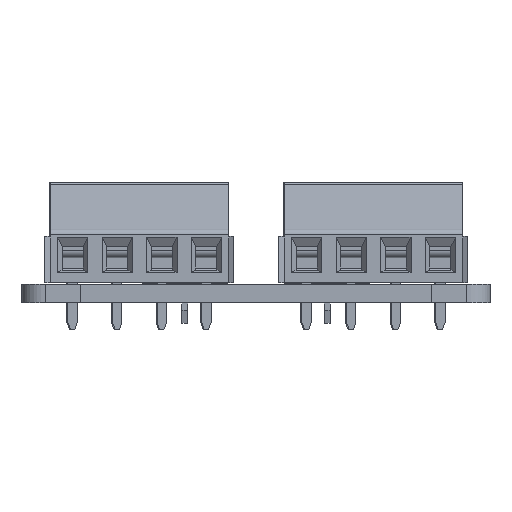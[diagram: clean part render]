
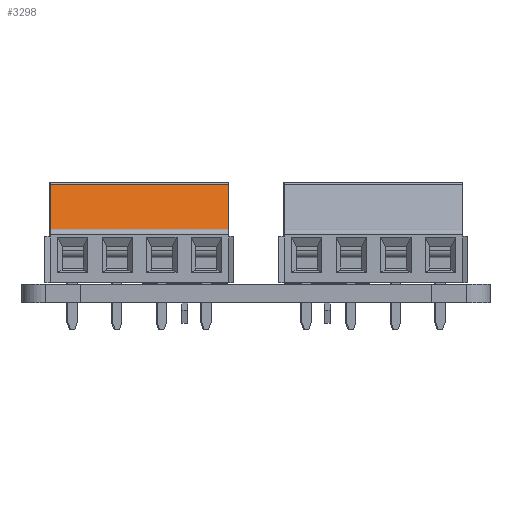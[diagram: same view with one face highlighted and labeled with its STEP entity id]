
A CAD part, front view. The second image highlights one B-rep face of the part: STEP entity #3298.
In plain terms, the highlighted planar face has unit normal (0, -0.97, 0.242).
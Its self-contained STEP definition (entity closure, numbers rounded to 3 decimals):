
#2457 = VERTEX_POINT('',#2458);
#2458 = CARTESIAN_POINT('',(-13.335,-3.2,4.65));
#2465 = EDGE_CURVE('',#2466,#2457,#2468,.T.);
#2466 = VERTEX_POINT('',#2467);
#2467 = CARTESIAN_POINT('',(-13.335,-2.238,8.499));
#2468 = LINE('',#2469,#2470);
#2469 = CARTESIAN_POINT('',(-13.335,-2.2,8.65));
#2470 = VECTOR('',#2471,1.);
#2471 = DIRECTION('',(0.,-0.243,-0.97));
#2960 = VERTEX_POINT('',#2961);
#2961 = CARTESIAN_POINT('',(1.905,-2.238,8.499));
#2968 = EDGE_CURVE('',#2960,#2969,#2971,.T.);
#2969 = VERTEX_POINT('',#2970);
#2970 = CARTESIAN_POINT('',(1.905,-3.2,4.65));
#2971 = LINE('',#2972,#2973);
#2972 = CARTESIAN_POINT('',(1.905,-2.2,8.65));
#2973 = VECTOR('',#2974,1.);
#2974 = DIRECTION('',(0.,-0.243,-0.97));
#3298 = ADVANCED_FACE('',(#3299),#3315,.F.);
#3299 = FACE_BOUND('',#3300,.T.);
#3300 = EDGE_LOOP('',(#3301,#3302,#3308,#3309));
#3301 = ORIENTED_EDGE('',*,*,#2968,.F.);
#3302 = ORIENTED_EDGE('',*,*,#3303,.T.);
#3303 = EDGE_CURVE('',#2960,#2466,#3304,.T.);
#3304 = LINE('',#3305,#3306);
#3305 = CARTESIAN_POINT('',(-13.335,-2.238,8.499));
#3306 = VECTOR('',#3307,1.);
#3307 = DIRECTION('',(-1.,0.,0.));
#3308 = ORIENTED_EDGE('',*,*,#2465,.T.);
#3309 = ORIENTED_EDGE('',*,*,#3310,.F.);
#3310 = EDGE_CURVE('',#2969,#2457,#3311,.T.);
#3311 = LINE('',#3312,#3313);
#3312 = CARTESIAN_POINT('',(1.905,-3.2,4.65));
#3313 = VECTOR('',#3314,1.);
#3314 = DIRECTION('',(-1.,0.,-0.));
#3315 = PLANE('',#3316);
#3316 = AXIS2_PLACEMENT_3D('',#3317,#3318,#3319);
#3317 = CARTESIAN_POINT('',(1.905,-2.2,8.65));
#3318 = DIRECTION('',(0.,0.97,-0.243
    ));
#3319 = DIRECTION('',(0.,0.243,0.97));
